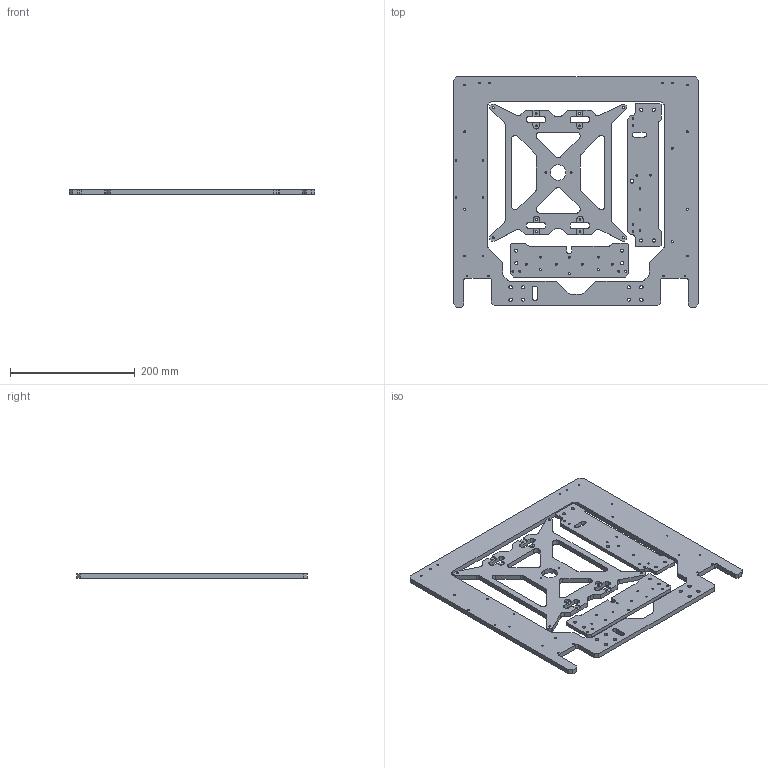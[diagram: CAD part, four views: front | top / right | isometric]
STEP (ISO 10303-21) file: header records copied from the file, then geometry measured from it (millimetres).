
FILE_DESCRIPTION((''),'2;1');
FILE_NAME('DECOUPE_I3-RDX-220X220_ASM','2021-01-08T09:23:19',('reinbog'),(''),'CREO PARAMETRIC BY PTC INC, 2019164','CREO PARAMETRIC BY PTC INC, 2019164','');
FILE_SCHEMA(('AUTOMOTIVE_DESIGN { 1 0 10303 214 1 1 1 1 }'));
Length unit declared in the file: millimetre
Products named in the file (6): FRAME_BACK; FRAME_I3RS_MDF-PLATE; FRAME_FRONT; CADRE_RDX_220_AU_C0001; DECOUPE_I3-RDX-220X220_1_ASM; DECOUPE_I3-RDX-220X220_ASM
Assembly tree (5 placements, depth 3):
  DECOUPE_I3-RDX-220X220_ASM
    DECOUPE_I3-RDX-220X220_1_ASM
      FRAME_BACK
      FRAME_I3RS_MDF-PLATE
      FRAME_FRONT
      CADRE_RDX_220_AU_C0001
Bounding box: 395 x 370 x 8 mm (x, y, z)
Volume: 774547.6 mm3; surface area: 257508.6 mm2
Topology: 4 solids, 4 shells, 404 faces, 1231 edges, 862 vertices
Faces by surface type: cylinder 231, plane 173
Entity records: 18766 total; most frequent: DIRECTION 2551, CARTESIAN_POINT 2475, ORIENTED_EDGE 2400, PRESENTATION_STYLE_ASSIGNMENT 1242, STYLED_ITEM 1242, CURVE_STYLE 1238, EDGE_CURVE 1200, AXIS2_PLACEMENT_3D 891
